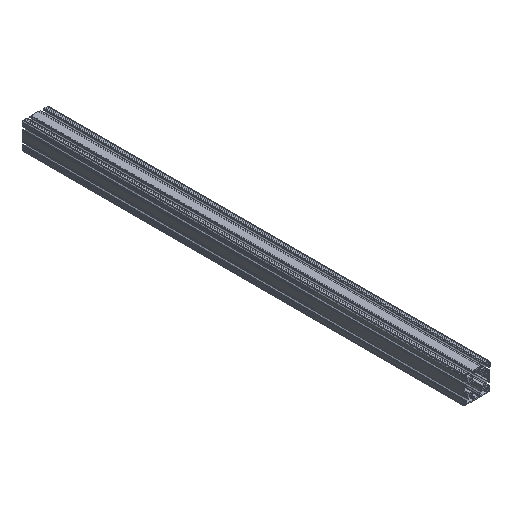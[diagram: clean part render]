
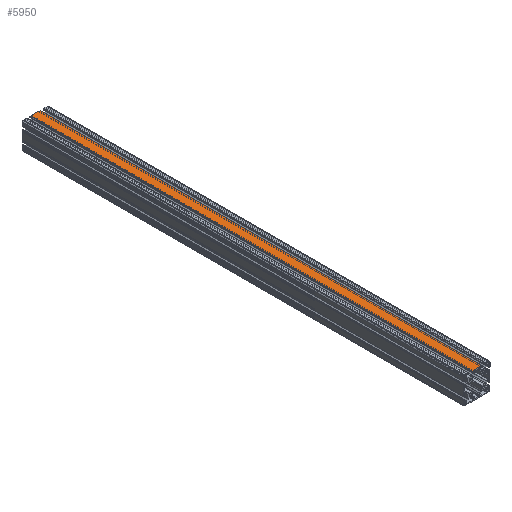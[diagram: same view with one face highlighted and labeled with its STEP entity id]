
A CAD part, isometric view. The second image highlights one B-rep face of the part: STEP entity #5950.
In plain terms, the highlighted planar face has unit normal (0, 0, 1).
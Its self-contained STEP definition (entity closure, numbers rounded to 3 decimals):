
#112=PLANE('',#6422);
#338=FACE_OUTER_BOUND('',#642,.T.);
#642=EDGE_LOOP('',(#4433,#4434,#4435,#4436));
#1125=LINE('',#9470,#1727);
#1126=LINE('',#9474,#1728);
#1127=LINE('',#9476,#1729);
#1128=LINE('',#9477,#1730);
#1727=VECTOR('',#7633,10.);
#1728=VECTOR('',#7638,10.);
#1729=VECTOR('',#7639,10.);
#1730=VECTOR('',#7640,10.);
#2639=VERTEX_POINT('',#9467);
#2640=VERTEX_POINT('',#9469);
#2641=VERTEX_POINT('',#9473);
#2642=VERTEX_POINT('',#9475);
#3384=EDGE_CURVE('',#2639,#2640,#1125,.T.);
#3386=EDGE_CURVE('',#2641,#2639,#1126,.T.);
#3387=EDGE_CURVE('',#2641,#2642,#1127,.T.);
#3388=EDGE_CURVE('',#2642,#2640,#1128,.T.);
#4433=ORIENTED_EDGE('',*,*,#3386,.F.);
#4434=ORIENTED_EDGE('',*,*,#3387,.T.);
#4435=ORIENTED_EDGE('',*,*,#3388,.T.);
#4436=ORIENTED_EDGE('',*,*,#3384,.F.);
#5950=ADVANCED_FACE('',(#338),#112,.T.);
#6422=AXIS2_PLACEMENT_3D('',#9472,#7636,#7637);
#7633=DIRECTION('',(0.,1.,0.));
#7636=DIRECTION('center_axis',(0.,0.,1.));
#7637=DIRECTION('ref_axis',(-1.,0.,0.));
#7638=DIRECTION('',(-1.,0.,0.));
#7639=DIRECTION('',(0.,1.,0.));
#7640=DIRECTION('',(-1.,0.,0.));
#9467=CARTESIAN_POINT('',(-10.9,-500.,30.));
#9469=CARTESIAN_POINT('',(-10.9,500.,30.));
#9470=CARTESIAN_POINT('',(-10.9,0.,30.));
#9472=CARTESIAN_POINT('Origin',(10.9,0.,30.));
#9473=CARTESIAN_POINT('',(10.9,-500.,30.));
#9474=CARTESIAN_POINT('',(5.45,-500.,30.));
#9475=CARTESIAN_POINT('',(10.9,500.,30.));
#9476=CARTESIAN_POINT('',(10.9,0.,30.));
#9477=CARTESIAN_POINT('',(5.45,500.,30.));
